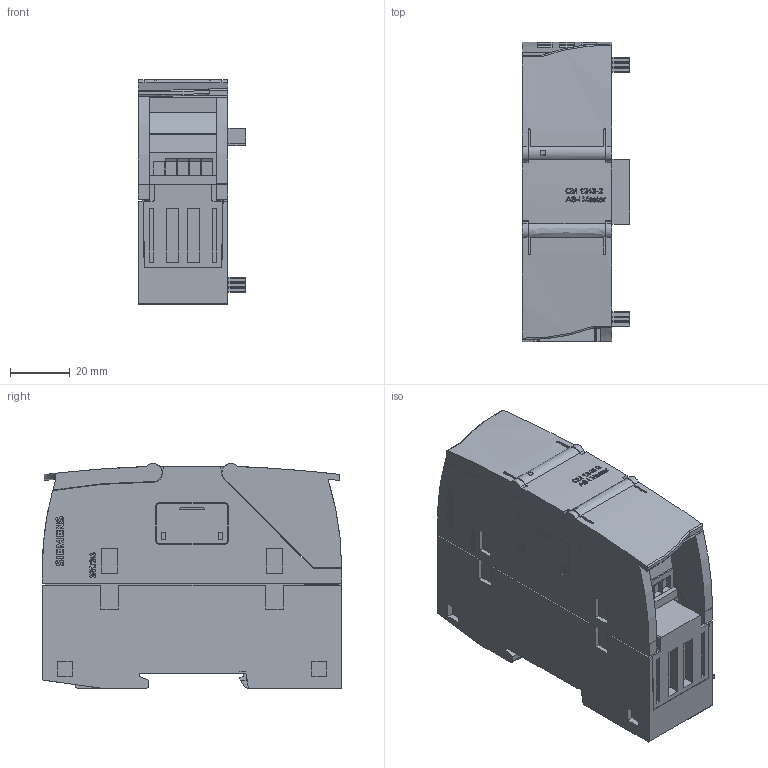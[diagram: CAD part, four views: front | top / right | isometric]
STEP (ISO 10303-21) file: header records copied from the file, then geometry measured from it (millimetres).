
FILE_DESCRIPTION(('STEP AP214'),'1');
FILE_NAME('cctmp_9218B3A7-D4D4-4AB0-A2A1-164966233EE9_2023_07_21_09_59_47_0417..stp','2023-07-21T07:59:48',('SIEMENS A&D'),('CADClick - www.CADClick.com'),'Spatial InterOp 3D postprocessed',' ','unknown authorization');
FILE_SCHEMA(('AUTOMOTIVE_DESIGN'));
Length unit declared in the file: millimetre
Products named in the file (1): 2023_07_21_09_59_47_0355
Bounding box: 36 x 100 x 75.1 mm (x, y, z)
Volume: 194615.2 mm3; surface area: 36370.1 mm2
Topology: 1 solids, 1 shells, 1046 faces, 2862 edges, 1892 vertices
Faces by surface type: plane 658, cylinder 194, bspline 191, cone 3
Entity records: 47732 total; most frequent: CARTESIAN_POINT 19406, ORIENTED_EDGE 5720, DIRECTION 4364, EDGE_CURVE 2860, LINE 1958, VECTOR 1958, VERTEX_POINT 1892, AXIS2_PLACEMENT_3D 1203
